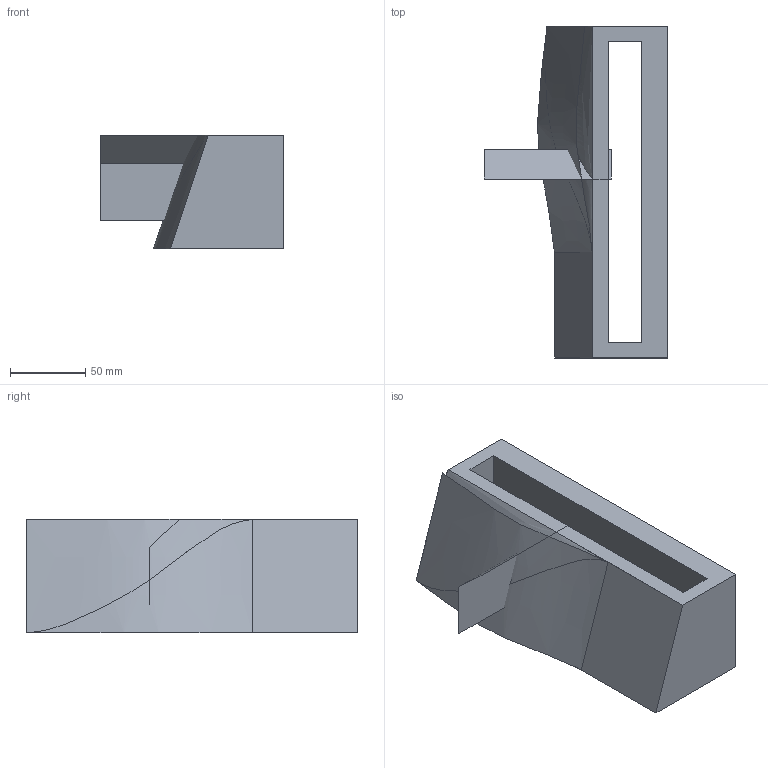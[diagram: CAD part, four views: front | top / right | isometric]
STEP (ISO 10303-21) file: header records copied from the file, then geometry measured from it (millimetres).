
FILE_DESCRIPTION((''),'2;1');
FILE_NAME('T200','2020-09-16T14:14:26',('Administrator'),('Smartwin Tech Co.'),'CREO PARAMETRIC BY PTC INC, 2017110','CREO PARAMETRIC BY PTC INC, 2017110','');
FILE_SCHEMA(('AUTOMOTIVE_DESIGN { 1 0 10303 214 1 1 1 1 }'));
Length unit declared in the file: millimetre
Products named in the file (1): T200
Bounding box: 121.5 x 220 x 75 mm (x, y, z)
Volume: 442484.1 mm3; surface area: 136474.6 mm2
Topology: 1 solids, 4 shells, 42 faces, 120 edges, 83 vertices
Faces by surface type: plane 26, bspline 8, cylinder 8
Entity records: 3122 total; most frequent: CARTESIAN_POINT 1787, ORIENTED_EDGE 226, DIRECTION 204, EDGE_CURVE 120, VECTOR 89, LINE 89, VERTEX_POINT 83, COLOUR_RGB 78
